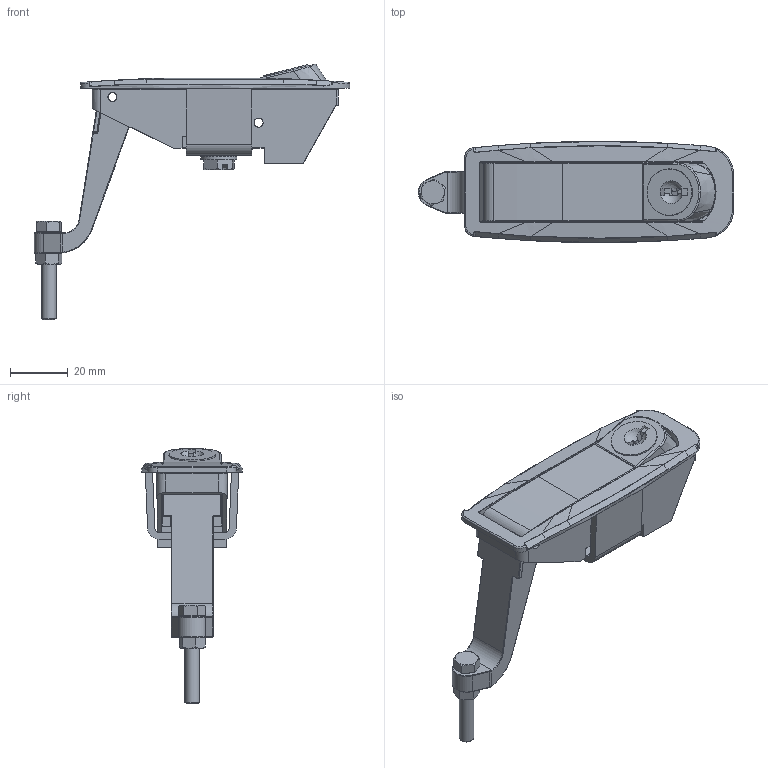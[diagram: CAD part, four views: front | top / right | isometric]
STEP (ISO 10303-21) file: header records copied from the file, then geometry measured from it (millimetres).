
FILE_DESCRIPTION(('STEP AP203'),'1');
FILE_NAME('177.1.F.DD.step','2012-10-10T11:52:31',(' '),(' '),'Spatial InterOp 3D',' ',' ');
FILE_SCHEMA(('CONFIG_CONTROL_DESIGN'));
Length unit declared in the file: millimetre
Products named in the file (8): 1; 2; 3; 4; 5; 6; 7; 8
Bounding box: 109 x 35 x 88.29 mm (x, y, z)
Volume: 33626.9 mm3; surface area: 32418.6 mm2
Topology: 8 solids, 8 shells, 1184 faces, 2990 edges, 1727 vertices
Faces by surface type: plane 420, cylinder 380, bspline 183, torus 99, sphere 68, cone 30, extrusion 4
Full cylindrical faces by diameter (mm): 1.5 x2, 3.1 x4, 3.2 x4, 4.2 x1, 4.3 x1, 5 x2, 5.3 x2, 5.8 x1, 7 x1, 12.2 x1, 12.5 x1, 16 x1, 16.1 x1, 17.1 x1
Entity records: 47788 total; most frequent: CARTESIAN_POINT 20460, ORIENTED_EDGE 5684, DIRECTION 5675, EDGE_CURVE 2842, AXIS2_PLACEMENT_3D 2165, VERTEX_POINT 1706, VECTOR 1345, LINE 1341
